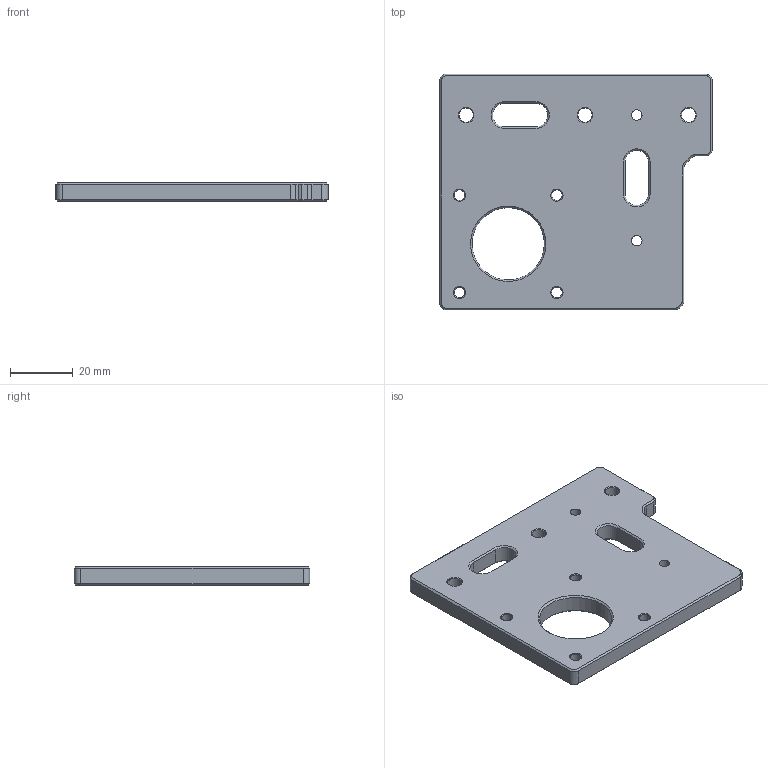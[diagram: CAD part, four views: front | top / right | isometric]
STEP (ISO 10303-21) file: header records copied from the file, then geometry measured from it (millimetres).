
FILE_DESCRIPTION(/* description */ (''),/* implementation_level */ '2;1');
FILE_NAME(/* name */ 'y-axis_motor_plate.step',/* time_stamp */ '2021-02-28T13:57:45+07:00',/* author */ (''),/* organization */ (''),/* preprocessor_version */ 'ST-DEVELOPER v18.1',/* originating_system */ 'Autodesk Translation Framework v9.7.0.1280',/* authorisation */ '');
FILE_SCHEMA (('AUTOMOTIVE_DESIGN { 1 0 10303 214 3 1 1 }'));
Length unit declared in the file: millimetre
Products named in the file (1): Y-Axis Motor Plate
Bounding box: 86.72 x 75.01 x 6 mm (x, y, z)
Volume: 31719.1 mm3; surface area: 13806.5 mm2
Topology: 1 solids, 1 shells, 100 faces, 233 edges, 135 vertices
Faces by surface type: plane 38, cone 36, cylinder 22, bspline 4
Full cylindrical faces by diameter (mm): 3.332 x2, 3.4 x4, 4.5 x3, 23 x1
Entity records: 3020 total; most frequent: CARTESIAN_POINT 657, DIRECTION 490, ORIENTED_EDGE 466, EDGE_CURVE 233, AXIS2_PLACEMENT_3D 176, LINE 138, VECTOR 138, VERTEX_POINT 135
